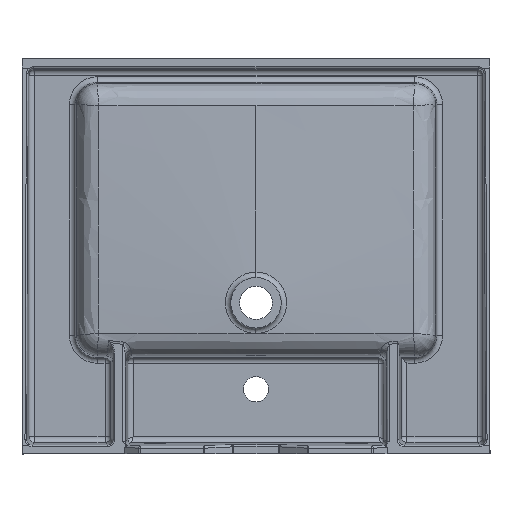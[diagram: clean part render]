
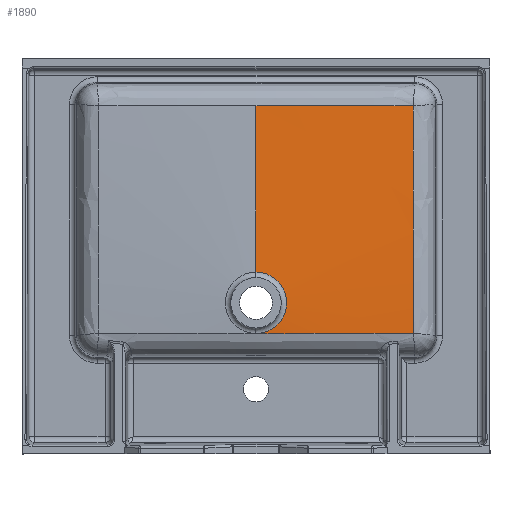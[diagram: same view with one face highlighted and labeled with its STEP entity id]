
A CAD part, front view. The second image highlights one B-rep face of the part: STEP entity #1890.
In plain terms, the highlighted conical face has half-angle 87 degrees and reference radius 23.628 mm.
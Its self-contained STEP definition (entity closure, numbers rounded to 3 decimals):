
#64 = AXIS2_PLACEMENT_3D ( 'NONE', #13618, #22530, #13765 ) ;
#112 = CARTESIAN_POINT ( 'NONE',  ( 0., -100.99, -115. ) ) ;
#290 = EDGE_CURVE ( 'NONE', #25004, #23032, #12439, .T. ) ;
#458 = B_SPLINE_CURVE_WITH_KNOTS ( 'NONE', 3,
 ( #7607, #14331, #1296, #25853, #880, #23513, #14608, #3639, #10365, #21469, #3081, #25571 ),
 .UNSPECIFIED., .F., .F.,
 ( 4, 2, 2, 2, 2, 4 ),
 ( 0., 0.039, 0.079, 0.158, 0.237, 0.316 ),
 .UNSPECIFIED. ) ;
#598 = FACE_OUTER_BOUND ( 'NONE', #14888, .T. ) ;
#695 = CARTESIAN_POINT ( 'NONE',  ( 50.112, -99.781, -157.499 ) ) ;
#880 = CARTESIAN_POINT ( 'NONE',  ( 218.508, -91.724, -91.37 ) ) ;
#1296 = CARTESIAN_POINT ( 'NONE',  ( 218.512, -91.761, -130.848 ) ) ;
#1890 = ADVANCED_FACE ( 'NONE', ( #598 ), #11284, .T. ) ;
#2163 = DIRECTION ( 'NONE',  ( 0., 1., 0. ) ) ;
#2427 = EDGE_CURVE ( 'NONE', #6047, #18042, #458, .T. ) ;
#2886 = CARTESIAN_POINT ( 'NONE',  ( 18.234, -100.789, -157.912 ) ) ;
#3034 = CARTESIAN_POINT ( 'NONE',  ( 127.484, -96.194, -157.121 ) ) ;
#3081 = CARTESIAN_POINT ( 'NONE',  ( 218.248, -85.961, 132.215 ) ) ;
#3639 = CARTESIAN_POINT ( 'NONE',  ( 218.356, -89.625, 27.024 ) ) ;
#3832 = CARTESIAN_POINT ( 'NONE',  ( 0., -100.99, -72.419 ) ) ;
#4400 = CARTESIAN_POINT ( 'NONE',  ( 218.243, -84.884, 158.508 ) ) ;
#4612 = EDGE_CURVE ( 'NONE', #7431, #25004, #8010, .T. ) ;
#5083 = CARTESIAN_POINT ( 'NONE',  ( 9.119, -100.929, -158.003 ) ) ;
#5222 = CARTESIAN_POINT ( 'NONE',  ( 100.179, -97.528, -157.183 ) ) ;
#5999 = CARTESIAN_POINT ( 'NONE',  ( 181.875, -86.026, 158.534 ) ) ;
#6047 = VERTEX_POINT ( 'NONE', #12090 ) ;
#6847 = DIRECTION ( 'NONE',  ( 0., 0., 1. ) ) ;
#7422 = CARTESIAN_POINT ( 'NONE',  ( 36.453, -100.286, -157.663 ) ) ;
#7431 = VERTEX_POINT ( 'NONE', #3832 ) ;
#7607 = CARTESIAN_POINT ( 'NONE',  ( 218.493, -91.56, -157.166 ) ) ;
#8010 = CIRCLE ( 'NONE', #12688, 42.581 ) ;
#8051 = CARTESIAN_POINT ( 'NONE',  ( 72.747, -88.413, 158.635 ) ) ;
#8270 = CARTESIAN_POINT ( 'NONE',  ( 145.686, -95.278, -157.114 ) ) ;
#9087 = ORIENTED_EDGE ( 'NONE', *, *, #27254, .T. ) ;
#9626 = CARTESIAN_POINT ( 'NONE',  ( 63.769, -99.22, -157.367 ) ) ;
#9902 = CARTESIAN_POINT ( 'NONE',  ( 182.09, -93.43, -157.124 ) ) ;
#10240 = CARTESIAN_POINT ( 'NONE',  ( 0., -101.984, -138.628 ) ) ;
#10365 = CARTESIAN_POINT ( 'NONE',  ( 218.318, -88.811, 53.325 ) ) ;
#10682 = CARTESIAN_POINT ( 'NONE',  ( 127.312, -87.432, 158.585 ) ) ;
#10948 = DIRECTION ( 'NONE',  ( 0., 0.052, 0.999 ) ) ;
#11284 = CONICAL_SURFACE ( 'NONE', #64, 23.628, 1.518 ) ;
#11375 = CARTESIAN_POINT ( 'NONE',  ( 0., -100.99, -157.581 ) ) ;
#11816 = CARTESIAN_POINT ( 'NONE',  ( 31.899, -100.435, -157.726 ) ) ;
#11965 = CARTESIAN_POINT ( 'NONE',  ( 72.872, -98.811, -157.304 ) ) ;
#12090 = CARTESIAN_POINT ( 'NONE',  ( 218.493, -91.56, -157.166 ) ) ;
#12439 = LINE ( 'NONE', #10240, #22457 ) ;
#12688 = AXIS2_PLACEMENT_3D ( 'NONE', #112, #2163, #6847 ) ;
#13618 = CARTESIAN_POINT ( 'NONE',  ( 0., -101.984, -115. ) ) ;
#13679 = CARTESIAN_POINT ( 'NONE',  ( 0., -88.88, 158.664 ) ) ;
#13765 = DIRECTION ( 'NONE',  ( 0., 0., 1. ) ) ;
#13863 = CARTESIAN_POINT ( 'NONE',  ( 0., -100.967, -158.031 ) ) ;
#14146 = CARTESIAN_POINT ( 'NONE',  ( 22.789, -100.686, -157.851 ) ) ;
#14245 = VECTOR ( 'NONE', #10948, 1000. ) ;
#14331 = CARTESIAN_POINT ( 'NONE',  ( 218.505, -91.69, -144.007 ) ) ;
#14608 = CARTESIAN_POINT ( 'NONE',  ( 218.436, -90.912, -25.586 ) ) ;
#14708 = CARTESIAN_POINT ( 'NONE',  ( 200.292, -92.497, -157.142 ) ) ;
#14888 = EDGE_LOOP ( 'NONE', ( #24584, #18791, #26279, #19075, #9087, #28919 ) ) ;
#15064 = CARTESIAN_POINT ( 'NONE',  ( 36.373, -88.784, 158.658 ) ) ;
#16971 = CARTESIAN_POINT ( 'NONE',  ( 200.06, -85.478, 158.519 ) ) ;
#18042 = VERTEX_POINT ( 'NONE', #4400 ) ;
#18116 = CARTESIAN_POINT ( 'NONE',  ( 0., -101.984, -91.372 ) ) ;
#18541 = CARTESIAN_POINT ( 'NONE',  ( 91.077, -97.966, -157.213 ) ) ;
#18791 = ORIENTED_EDGE ( 'NONE', *, *, #290, .T. ) ;
#19075 = ORIENTED_EDGE ( 'NONE', *, *, #2427, .T. ) ;
#19102 = EDGE_CURVE ( 'NONE', #7431, #28512, #26723, .T. ) ;
#19154 = DIRECTION ( 'NONE',  ( 0., 0.052, -0.999 ) ) ;
#19163 = CARTESIAN_POINT ( 'NONE',  ( 218.243, -84.884, 158.508 ) ) ;
#20581 = CARTESIAN_POINT ( 'NONE',  ( 4.56, -100.967, -158.031 ) ) ;
#20723 = CARTESIAN_POINT ( 'NONE',  ( 45.559, -99.959, -157.55 ) ) ;
#21469 = CARTESIAN_POINT ( 'NONE',  ( 218.264, -86.979, 105.92 ) ) ;
#21640 = CARTESIAN_POINT ( 'NONE',  ( 90.935, -88.137, 158.619 ) ) ;
#21789 = CARTESIAN_POINT ( 'NONE',  ( 0., -88.88, 158.664 ) ) ;
#21910 = B_SPLINE_CURVE_WITH_KNOTS ( 'NONE', 3,
 ( #19163, #16971, #5999, #28367, #10682, #21640, #8051, #15064, #21931, #21789 ),
 .UNSPECIFIED., .F., .F.,
 ( 4, 2, 2, 2, 4 ),
 ( 0., 0.055, 0.109, 0.164, 0.218 ),
 .UNSPECIFIED. ) ;
#21931 = CARTESIAN_POINT ( 'NONE',  ( 18.186, -88.88, 158.664 ) ) ;
#22457 = VECTOR ( 'NONE', #19154, 1000. ) ;
#22530 = DIRECTION ( 'NONE',  ( 0., 1., 0. ) ) ;
#23032 = VERTEX_POINT ( 'NONE', #24693 ) ;
#23470 = CARTESIAN_POINT ( 'NONE',  ( 218.493, -91.56, -157.166 ) ) ;
#23513 = CARTESIAN_POINT ( 'NONE',  ( 218.477, -91.382, -51.896 ) ) ;
#24266 = B_SPLINE_CURVE_WITH_KNOTS ( 'NONE', 3,
 ( #13863, #20581, #5083, #2886, #14146, #11816, #7422, #20723, #695, #9626, #11965, #18541, #5222, #3034, #8270, #9902, #14708, #23470 ),
 .UNSPECIFIED., .F., .F.,
 ( 4, 2, 2, 2, 2, 2, 2, 2, 4 ),
 ( 0.219, 0.232, 0.246, 0.26, 0.273, 0.301, 0.328, 0.383, 0.437 ),
 .UNSPECIFIED. ) ;
#24584 = ORIENTED_EDGE ( 'NONE', *, *, #4612, .T. ) ;
#24693 = CARTESIAN_POINT ( 'NONE',  ( 0., -100.967, -158.031 ) ) ;
#25004 = VERTEX_POINT ( 'NONE', #11375 ) ;
#25571 = CARTESIAN_POINT ( 'NONE',  ( 218.243, -84.884, 158.508 ) ) ;
#25853 = CARTESIAN_POINT ( 'NONE',  ( 218.513, -91.778, -104.53 ) ) ;
#26279 = ORIENTED_EDGE ( 'NONE', *, *, #27806, .T. ) ;
#26723 = LINE ( 'NONE', #18116, #14245 ) ;
#27254 = EDGE_CURVE ( 'NONE', #18042, #28512, #21910, .T. ) ;
#27806 = EDGE_CURVE ( 'NONE', #23032, #6047, #24266, .T. ) ;
#28367 = CARTESIAN_POINT ( 'NONE',  ( 145.501, -87.004, 158.567 ) ) ;
#28512 = VERTEX_POINT ( 'NONE', #13679 ) ;
#28919 = ORIENTED_EDGE ( 'NONE', *, *, #19102, .F. ) ;
